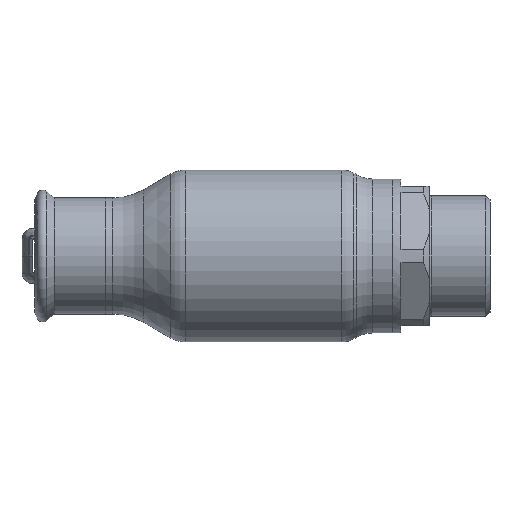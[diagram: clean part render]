
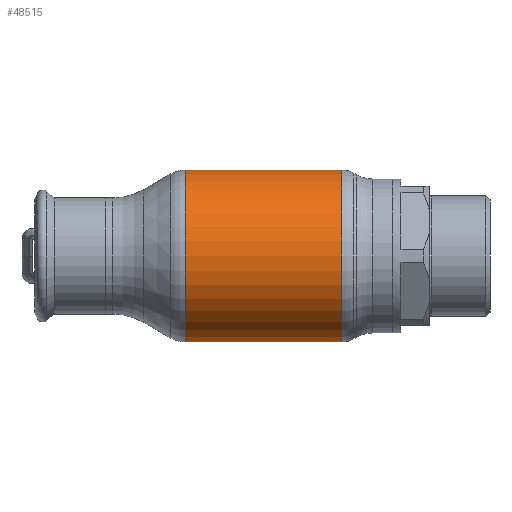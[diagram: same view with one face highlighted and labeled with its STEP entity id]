
A CAD part, front view. The second image highlights one B-rep face of the part: STEP entity #48515.
In plain terms, the highlighted cylindrical face has radius 42.5 mm (diameter 85 mm), a partial arc.
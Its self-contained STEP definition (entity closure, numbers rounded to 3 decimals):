
#171 = DIRECTION ( 'NONE',  ( -1., 0., 0. ) ) ;
#846 = CYLINDRICAL_SURFACE ( 'NONE', #11685, 42.5 ) ;
#1351 = EDGE_CURVE ( 'NONE', #14151, #51361, #29221, .T. ) ;
#2166 = EDGE_CURVE ( 'NONE', #3424, #51361, #19130, .T. ) ;
#3410 = CARTESIAN_POINT ( 'NONE',  ( 38.749, 0., 0. ) ) ;
#3424 = VERTEX_POINT ( 'NONE', #18649 ) ;
#3548 = LINE ( 'NONE', #7657, #26519 ) ;
#3760 = VECTOR ( 'NONE', #36281, 1000. ) ;
#4883 = CARTESIAN_POINT ( 'NONE',  ( -62.69, 0., 0. ) ) ;
#7657 = CARTESIAN_POINT ( 'NONE',  ( -62.69, 0., -42.5 ) ) ;
#8830 = CARTESIAN_POINT ( 'NONE',  ( -38.749, 0., 42.5 ) ) ;
#10310 = ORIENTED_EDGE ( 'NONE', *, *, #1351, .F. ) ;
#11153 = AXIS2_PLACEMENT_3D ( 'NONE', #29549, #171, #44401 ) ;
#11685 = AXIS2_PLACEMENT_3D ( 'NONE', #4883, #30222, #59504 ) ;
#14151 = VERTEX_POINT ( 'NONE', #47216 ) ;
#16952 = ORIENTED_EDGE ( 'NONE', *, *, #49771, .T. ) ;
#18649 = CARTESIAN_POINT ( 'NONE',  ( 38.749, 0., 42.5 ) ) ;
#19130 = LINE ( 'NONE', #21680, #3760 ) ;
#21680 = CARTESIAN_POINT ( 'NONE',  ( -62.69, 0., 42.5 ) ) ;
#22747 = DIRECTION ( 'NONE',  ( -1., 0., 0. ) ) ;
#23349 = EDGE_LOOP ( 'NONE', ( #48414, #16952, #29579, #10310 ) ) ;
#26519 = VECTOR ( 'NONE', #51930, 1000. ) ;
#26743 = CIRCLE ( 'NONE', #40592, 42.5 ) ;
#29221 = CIRCLE ( 'NONE', #11153, 42.5 ) ;
#29549 = CARTESIAN_POINT ( 'NONE',  ( -38.749, 0., 0. ) ) ;
#29579 = ORIENTED_EDGE ( 'NONE', *, *, #2166, .T. ) ;
#30222 = DIRECTION ( 'NONE',  ( -1., 0., 0. ) ) ;
#36102 = EDGE_CURVE ( 'NONE', #48489, #14151, #3548, .T. ) ;
#36281 = DIRECTION ( 'NONE',  ( -1., 0., 0. ) ) ;
#40592 = AXIS2_PLACEMENT_3D ( 'NONE', #3410, #22747, #43192 ) ;
#43192 = DIRECTION ( 'NONE',  ( 0., 0., 1. ) ) ;
#44401 = DIRECTION ( 'NONE',  ( 0., 0., 1. ) ) ;
#47216 = CARTESIAN_POINT ( 'NONE',  ( -38.749, 0., -42.5 ) ) ;
#48414 = ORIENTED_EDGE ( 'NONE', *, *, #36102, .F. ) ;
#48489 = VERTEX_POINT ( 'NONE', #54136 ) ;
#48515 = ADVANCED_FACE ( 'NONE', ( #55455 ), #846, .T. ) ;
#49771 = EDGE_CURVE ( 'NONE', #48489, #3424, #26743, .T. ) ;
#51361 = VERTEX_POINT ( 'NONE', #8830 ) ;
#51930 = DIRECTION ( 'NONE',  ( -1., 0., 0. ) ) ;
#54136 = CARTESIAN_POINT ( 'NONE',  ( 38.749, 0., -42.5 ) ) ;
#55455 = FACE_OUTER_BOUND ( 'NONE', #23349, .T. ) ;
#59504 = DIRECTION ( 'NONE',  ( 0., 0., 1. ) ) ;
